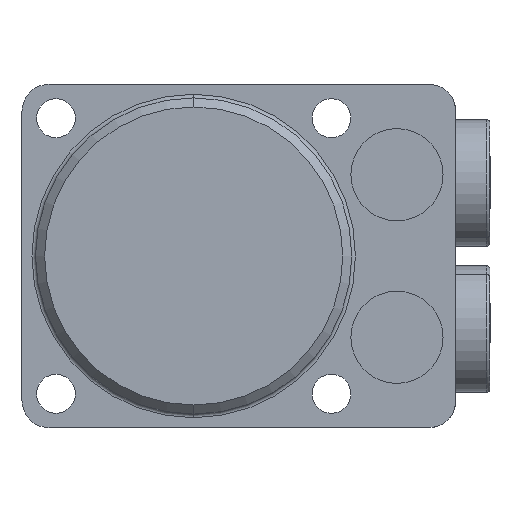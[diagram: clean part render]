
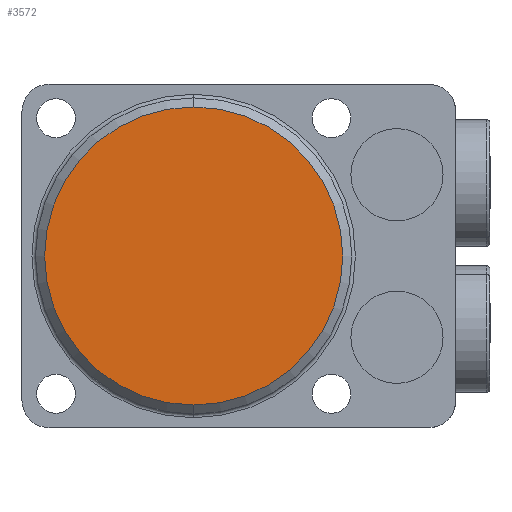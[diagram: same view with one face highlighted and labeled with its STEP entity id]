
A CAD part, front view. The second image highlights one B-rep face of the part: STEP entity #3572.
In plain terms, the highlighted planar face has unit normal (0, -1, 0).
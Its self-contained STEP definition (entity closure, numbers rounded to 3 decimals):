
#1355 = DIRECTION ( 'NONE',  ( 0., 0., 1. ) ) ;
#1356 = CARTESIAN_POINT ( 'NONE',  ( 0., 0., 0. ) ) ;
#1371 = DIRECTION ( 'NONE',  ( 0., -1., 0. ) ) ;
#1435 = DIRECTION ( 'NONE',  ( 0., 0., 1. ) ) ;
#1438 = DIRECTION ( 'NONE',  ( 0., -1., 0. ) ) ;
#1439 = CARTESIAN_POINT ( 'NONE',  ( 0., 0., 0. ) ) ;
#1801 = CIRCLE ( 'NONE', #3727, 16.5 ) ;
#1911 = CIRCLE ( 'NONE', #3758, 16.5 ) ;
#2099 = ORIENTED_EDGE ( 'NONE', *, *, #4204, .T. ) ;
#2100 = ORIENTED_EDGE ( 'NONE', *, *, #4125, .T. ) ;
#2554 = EDGE_LOOP ( 'NONE', ( #2099, #2100 ) ) ;
#2667 = VERTEX_POINT ( 'NONE', #3171 ) ;
#2799 = VERTEX_POINT ( 'NONE', #3039 ) ;
#3039 = CARTESIAN_POINT ( 'NONE',  ( 0., 0., 16.5 ) ) ;
#3171 = CARTESIAN_POINT ( 'NONE',  ( 0., 0., -16.5 ) ) ;
#3572 = ADVANCED_FACE ( 'NONE', ( #4787 ), #5144, .F. ) ;
#3727 = AXIS2_PLACEMENT_3D ( 'NONE', #1439, #1438, #1435 ) ;
#3758 = AXIS2_PLACEMENT_3D ( 'NONE', #1356, #1371, #1355 ) ;
#3872 = AXIS2_PLACEMENT_3D ( 'NONE', #5146, #5141, #5140 ) ;
#4125 = EDGE_CURVE ( 'NONE', #2667, #2799, #1911, .T. ) ;
#4204 = EDGE_CURVE ( 'NONE', #2799, #2667, #1801, .T. ) ;
#4787 = FACE_OUTER_BOUND ( 'NONE', #2554, .T. ) ;
#5140 = DIRECTION ( 'NONE',  ( 0., 0., 1. ) ) ;
#5141 = DIRECTION ( 'NONE',  ( 0., 1., 0. ) ) ;
#5144 = PLANE ( 'NONE',  #3872 ) ;
#5146 = CARTESIAN_POINT ( 'NONE',  ( -19., 0., 19. ) ) ;
